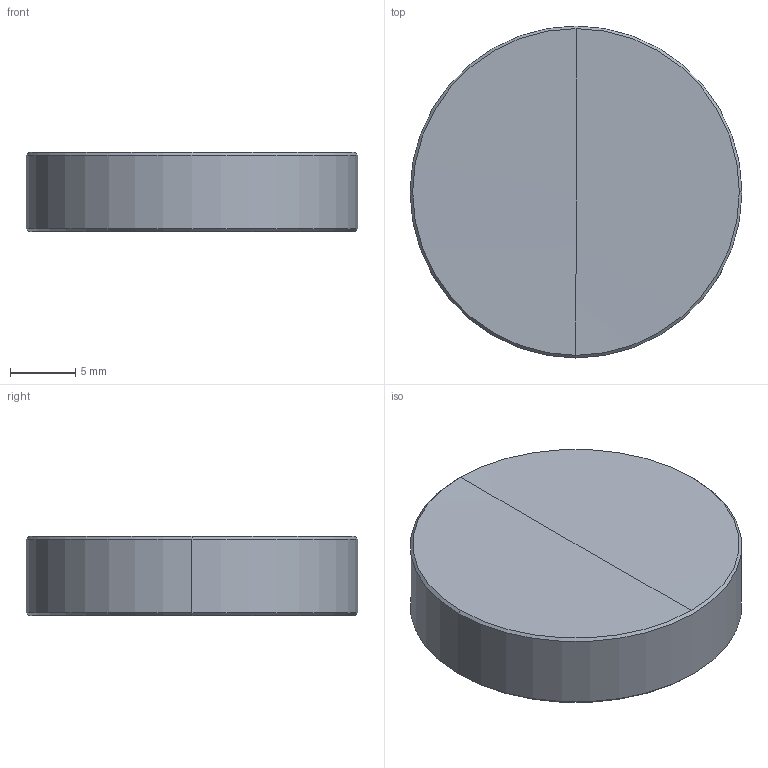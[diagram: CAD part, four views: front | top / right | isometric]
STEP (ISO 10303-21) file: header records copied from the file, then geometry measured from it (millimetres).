
FILE_DESCRIPTION (( 'STEP AP203' ), '1' );
FILE_NAME ('TTN153308-E0W.STEP', '2018-12-17T20:17:57', ( '' ), ( '' ), 'SwSTEP 2.0', 'SolidWorks 2018', '' );
FILE_SCHEMA (( 'CONFIG_CONTROL_DESIGN' ));
Length unit declared in the file: millimetre
Products named in the file (1): TTN153308-E0W
Bounding box: 25.4 x 25.4 x 6.05 mm (x, y, z)
Volume: 3050.7 mm3; surface area: 1477.6 mm2
Topology: 1 solids, 1 shells, 40 faces, 289 edges, 282 vertices
Faces by surface type: plane 32, cone 4, cylinder 2, sphere 2
Entity records: 4056 total; most frequent: CARTESIAN_POINT 1844, ORIENTED_EDGE 578, EDGE_CURVE 289, VERTEX_POINT 282, DIRECTION 262, LINE 156, VECTOR 156, B_SPLINE_CURVE_WITH_KNOTS 121
